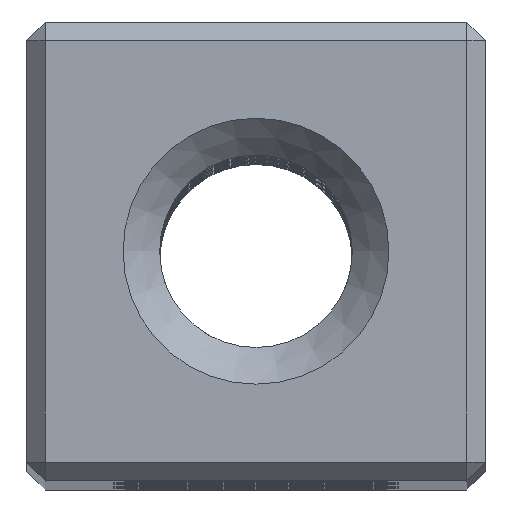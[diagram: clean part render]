
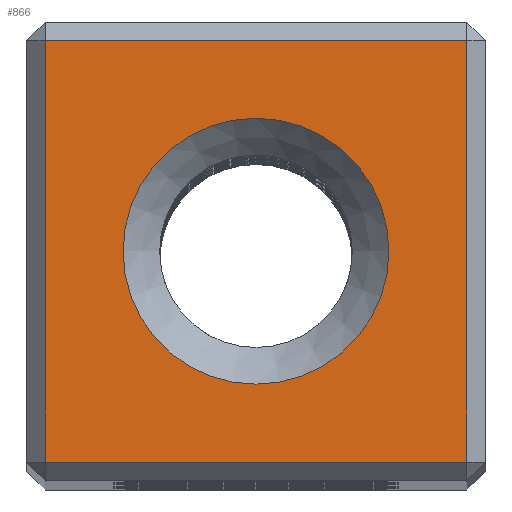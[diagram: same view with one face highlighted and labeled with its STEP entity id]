
A CAD part, top view. The second image highlights one B-rep face of the part: STEP entity #866.
In plain terms, the highlighted planar face has unit normal (0, 0, 1).
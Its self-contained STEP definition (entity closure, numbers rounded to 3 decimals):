
#256 = VERTEX_POINT('',#257);
#257 = CARTESIAN_POINT('',(4.6,-4.6,120.));
#265 = VERTEX_POINT('',#266);
#266 = CARTESIAN_POINT('',(4.6,4.6,120.));
#272 = EDGE_CURVE('',#256,#265,#273,.T.);
#273 = LINE('',#274,#275);
#274 = CARTESIAN_POINT('',(4.6,-5.,120.));
#275 = VECTOR('',#276,1.);
#276 = DIRECTION('',(0.,1.,0.));
#866 = ADVANCED_FACE('',(#867,#878),#903,.T.);
#867 = FACE_BOUND('',#868,.T.);
#868 = EDGE_LOOP('',(#869));
#869 = ORIENTED_EDGE('',*,*,#870,.F.);
#870 = EDGE_CURVE('',#871,#871,#873,.T.);
#871 = VERTEX_POINT('',#872);
#872 = CARTESIAN_POINT('',(2.9,0.,120.));
#873 = CIRCLE('',#874,2.9);
#874 = AXIS2_PLACEMENT_3D('',#875,#876,#877);
#875 = CARTESIAN_POINT('',(0.,0.,120.));
#876 = DIRECTION('',(0.,0.,1.));
#877 = DIRECTION('',(1.,0.,0.));
#878 = FACE_BOUND('',#879,.T.);
#879 = EDGE_LOOP('',(#880,#888,#896,#902));
#880 = ORIENTED_EDGE('',*,*,#881,.T.);
#881 = EDGE_CURVE('',#265,#882,#884,.T.);
#882 = VERTEX_POINT('',#883);
#883 = CARTESIAN_POINT('',(-4.6,4.6,120.));
#884 = LINE('',#885,#886);
#885 = CARTESIAN_POINT('',(5.,4.6,120.));
#886 = VECTOR('',#887,1.);
#887 = DIRECTION('',(-1.,0.,0.));
#888 = ORIENTED_EDGE('',*,*,#889,.T.);
#889 = EDGE_CURVE('',#882,#890,#892,.T.);
#890 = VERTEX_POINT('',#891);
#891 = CARTESIAN_POINT('',(-4.6,-4.6,120.));
#892 = LINE('',#893,#894);
#893 = CARTESIAN_POINT('',(-4.6,5.,120.));
#894 = VECTOR('',#895,1.);
#895 = DIRECTION('',(0.,-1.,0.));
#896 = ORIENTED_EDGE('',*,*,#897,.T.);
#897 = EDGE_CURVE('',#890,#256,#898,.T.);
#898 = LINE('',#899,#900);
#899 = CARTESIAN_POINT('',(-5.,-4.6,120.));
#900 = VECTOR('',#901,1.);
#901 = DIRECTION('',(1.,0.,0.));
#902 = ORIENTED_EDGE('',*,*,#272,.T.);
#903 = PLANE('',#904);
#904 = AXIS2_PLACEMENT_3D('',#905,#906,#907);
#905 = CARTESIAN_POINT('',(0.,0.,120.)
  );
#906 = DIRECTION('',(0.,0.,1.));
#907 = DIRECTION('',(1.,0.,0.));
